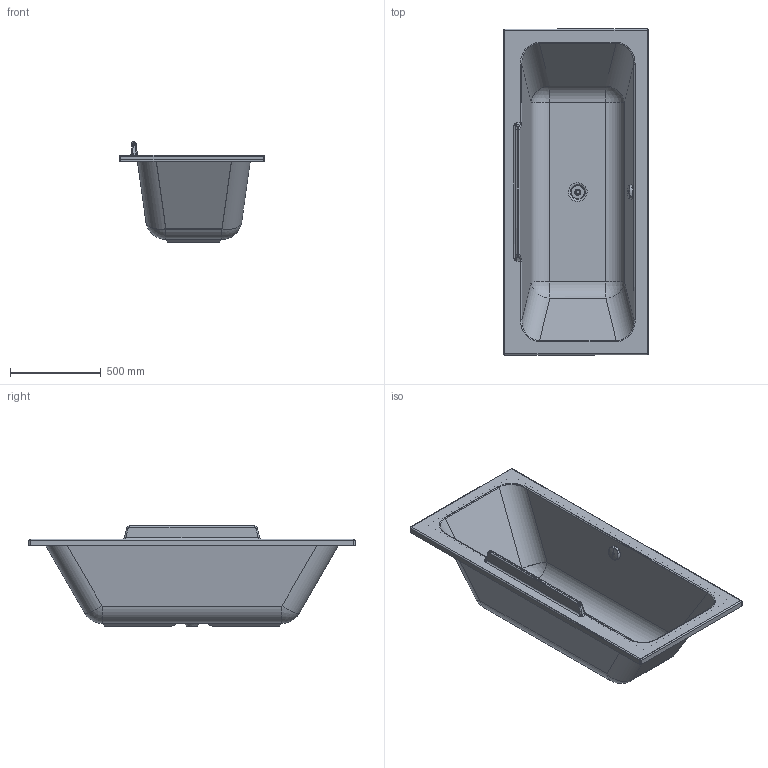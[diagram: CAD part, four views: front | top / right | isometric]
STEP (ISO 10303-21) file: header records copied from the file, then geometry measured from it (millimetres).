
FILE_DESCRIPTION((''),'2;1');
FILE_NAME('700298.stp','2013-05-27T16:03:06',('Administrator'),(''),'Autodesk Inventor 2011','Autodesk Inventor 2011','');
FILE_SCHEMA(('CONFIG_CONTROL_DESIGN'));
Length unit declared in the file: millimetre
Products named in the file (4): 700298; Stopfen; Verschluss_Ueberlauf
Assembly tree (3 placements, depth 2):
  700298
    700298
    Stopfen
    Verschluss_Ueberlauf
Bounding box: 801.07 x 1800.47 x 552.5 mm (x, y, z)
Volume: 22986183.5 mm3; surface area: 7067032.4 mm2
Topology: 6 solids, 6 shells, 352 faces, 875 edges, 519 vertices
Faces by surface type: plane 156, cylinder 119, bspline 44, sphere 19, torus 7, cone 7
Full cylindrical faces by diameter (mm): 9.2 x1, 13 x1, 14.5 x1, 24 x1, 29.2 x1, 32 x2, 52 x1, 72 x1
Entity records: 16548 total; most frequent: CARTESIAN_POINT 8001, DIRECTION 1674, ORIENTED_EDGE 1668, EDGE_CURVE 834, AXIS2_PLACEMENT_3D 608, VERTEX_POINT 505, VECTOR 458, LINE 458
